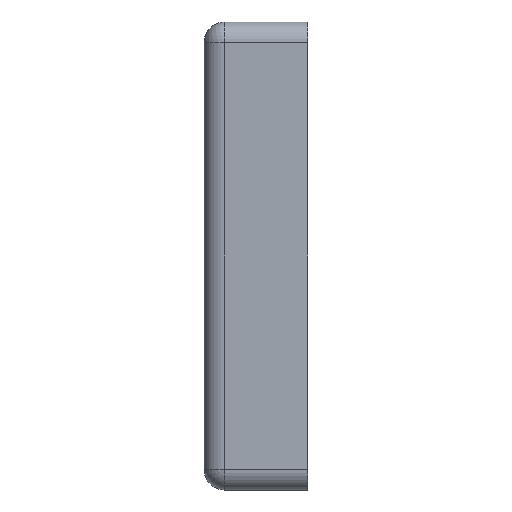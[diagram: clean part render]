
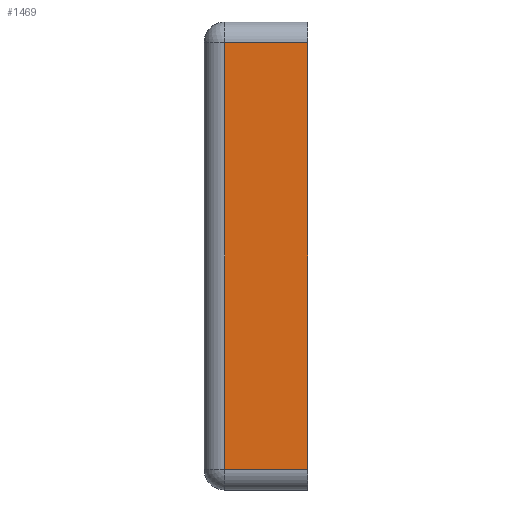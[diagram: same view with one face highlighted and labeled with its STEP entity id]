
A CAD part, left-side view. The second image highlights one B-rep face of the part: STEP entity #1469.
In plain terms, the highlighted planar face has unit normal (-1, 0, 0).
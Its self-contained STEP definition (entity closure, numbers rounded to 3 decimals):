
#145=FACE_OUTER_BOUND('',#244,.T.);
#244=EDGE_LOOP('',(#1070,#1071,#1072,#1073));
#395=LINE('',#2275,#547);
#396=LINE('',#2277,#548);
#397=LINE('',#2279,#549);
#398=LINE('',#2280,#550);
#547=VECTOR('',#1800,10.);
#548=VECTOR('',#1801,10.);
#549=VECTOR('',#1802,10.);
#550=VECTOR('',#1803,10.);
#702=VERTEX_POINT('',#2273);
#703=VERTEX_POINT('',#2274);
#704=VERTEX_POINT('',#2276);
#705=VERTEX_POINT('',#2278);
#844=EDGE_CURVE('',#702,#703,#395,.T.);
#845=EDGE_CURVE('',#704,#702,#396,.T.);
#846=EDGE_CURVE('',#705,#704,#397,.T.);
#847=EDGE_CURVE('',#703,#705,#398,.T.);
#1070=ORIENTED_EDGE('',*,*,#844,.F.);
#1071=ORIENTED_EDGE('',*,*,#845,.F.);
#1072=ORIENTED_EDGE('',*,*,#846,.F.);
#1073=ORIENTED_EDGE('',*,*,#847,.F.);
#1414=PLANE('',#1581);
#1469=ADVANCED_FACE('',(#145),#1414,.T.);
#1581=AXIS2_PLACEMENT_3D('',#2272,#1798,#1799);
#1798=DIRECTION('center_axis',(-1.,0.,0.));
#1799=DIRECTION('ref_axis',(0.,0.,-1.));
#1800=DIRECTION('',(0.,-1.,0.));
#1801=DIRECTION('',(0.,0.,1.));
#1802=DIRECTION('',(0.,1.,0.));
#1803=DIRECTION('',(0.,0.,-1.));
#2272=CARTESIAN_POINT('Origin',(-123.907,23.15,59.46));
#2273=CARTESIAN_POINT('',(-123.907,19.15,55.46));
#2274=CARTESIAN_POINT('',(-123.907,3.15,55.46));
#2275=CARTESIAN_POINT('',(-123.907,23.15,55.46));
#2276=CARTESIAN_POINT('',(-123.907,19.15,-26.59));
#2277=CARTESIAN_POINT('',(-123.907,19.15,37.198));
#2278=CARTESIAN_POINT('',(-123.907,3.15,-26.59));
#2279=CARTESIAN_POINT('',(-123.907,23.15,-26.59));
#2280=CARTESIAN_POINT('',(-123.907,3.15,-30.59));
